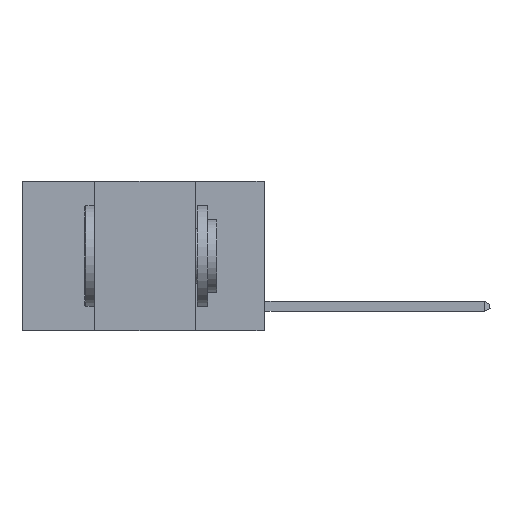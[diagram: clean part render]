
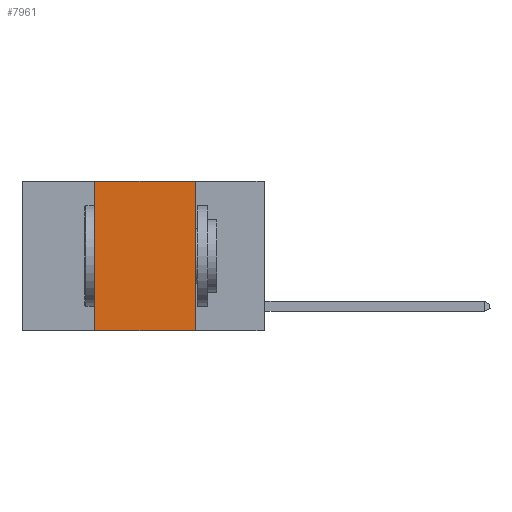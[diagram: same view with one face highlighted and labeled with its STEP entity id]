
A CAD part, left-side view. The second image highlights one B-rep face of the part: STEP entity #7961.
In plain terms, the highlighted planar face has unit normal (-1, 0, 0).
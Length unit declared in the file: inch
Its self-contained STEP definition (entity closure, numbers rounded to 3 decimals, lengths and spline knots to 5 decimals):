
#164 = ORIENTED_EDGE ( 'NONE', *, *, #1908, .F. ) ;
#242 = EDGE_CURVE ( 'NONE', #1716, #5376, #18722, .T. ) ;
#818 = EDGE_LOOP ( 'NONE', ( #17794, #164, #9483, #1456 ) ) ;
#1456 = ORIENTED_EDGE ( 'NONE', *, *, #242, .T. ) ;
#1716 = VERTEX_POINT ( 'NONE', #13680 ) ;
#1908 = EDGE_CURVE ( 'NONE', #15431, #8610, #6961, .T. ) ;
#4192 = CARTESIAN_POINT ( 'NONE',  ( 0., 0.17, 0. ) ) ;
#5376 = VERTEX_POINT ( 'NONE', #8120 ) ;
#6961 = LINE ( 'NONE', #8727, #9689 ) ;
#7719 = FACE_OUTER_BOUND ( 'NONE', #818, .T. ) ;
#7961 = ADVANCED_FACE ( 'NONE', ( #7719 ), #16352, .F. ) ;
#8120 = CARTESIAN_POINT ( 'NONE',  ( 0., 0.17, -0.37 ) ) ;
#8610 = VERTEX_POINT ( 'NONE', #14133 ) ;
#8727 = CARTESIAN_POINT ( 'NONE',  ( 0., 0.6, 0. ) ) ;
#9481 = CARTESIAN_POINT ( 'NONE',  ( 0., 0.42, 0. ) ) ;
#9483 = ORIENTED_EDGE ( 'NONE', *, *, #9671, .F. ) ;
#9671 = EDGE_CURVE ( 'NONE', #1716, #15431, #13062, .T. ) ;
#9689 = VECTOR ( 'NONE', #18283, 39.37008 ) ;
#9694 = CARTESIAN_POINT ( 'NONE',  ( 0., 0.42, 0. ) ) ;
#9858 = EDGE_CURVE ( 'NONE', #8610, #5376, #13088, .T. ) ;
#10123 = VECTOR ( 'NONE', #19463, 39.37008 ) ;
#10216 = DIRECTION ( 'NONE',  ( 1., 0., 0. ) ) ;
#10382 = VECTOR ( 'NONE', #15367, 39.37008 ) ;
#11776 = DIRECTION ( 'NONE',  ( 0., 0., -1. ) ) ;
#13062 = LINE ( 'NONE', #9694, #10123 ) ;
#13088 = LINE ( 'NONE', #4192, #10382 ) ;
#13680 = CARTESIAN_POINT ( 'NONE',  ( 0., 0.42, -0.37 ) ) ;
#14133 = CARTESIAN_POINT ( 'NONE',  ( 0., 0.17, 0. ) ) ;
#15367 = DIRECTION ( 'NONE',  ( 0., 0., -1. ) ) ;
#15431 = VERTEX_POINT ( 'NONE', #9481 ) ;
#15749 = DIRECTION ( 'NONE',  ( 0., -1., 0. ) ) ;
#16352 = PLANE ( 'NONE',  #20385 ) ;
#17794 = ORIENTED_EDGE ( 'NONE', *, *, #9858, .F. ) ;
#17940 = CARTESIAN_POINT ( 'NONE',  ( 0., 0.6, 0. ) ) ;
#18283 = DIRECTION ( 'NONE',  ( 0., -1., 0. ) ) ;
#18605 = CARTESIAN_POINT ( 'NONE',  ( 0., 0.6, -0.37 ) ) ;
#18722 = LINE ( 'NONE', #18605, #19908 ) ;
#19463 = DIRECTION ( 'NONE',  ( 0., 0., 1. ) ) ;
#19908 = VECTOR ( 'NONE', #15749, 39.37008 ) ;
#20385 = AXIS2_PLACEMENT_3D ( 'NONE', #17940, #10216, #11776 ) ;
